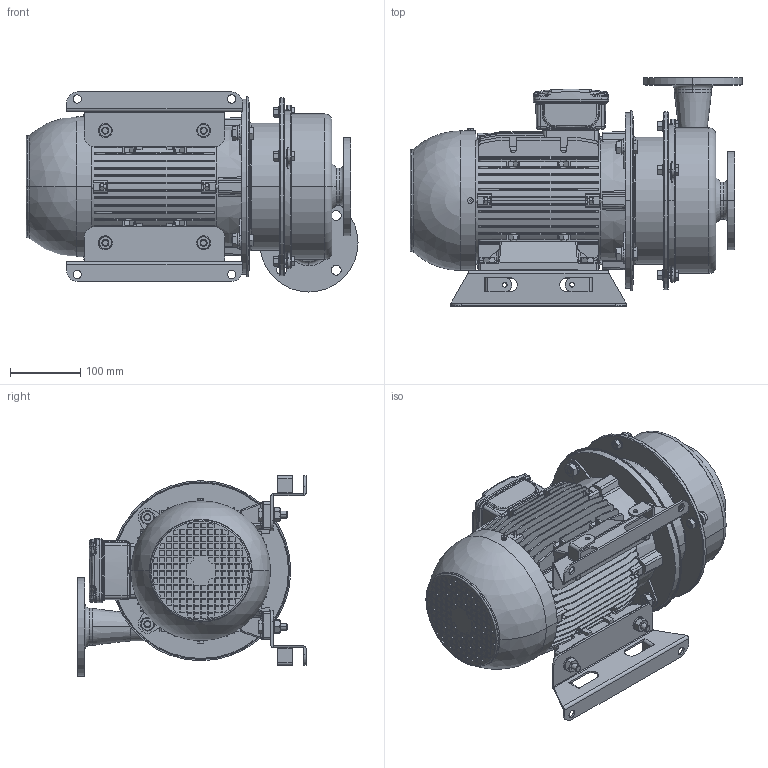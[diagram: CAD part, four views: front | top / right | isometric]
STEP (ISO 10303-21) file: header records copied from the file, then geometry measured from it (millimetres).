
FILE_DESCRIPTION (( 'STEP AP203' ), '1' );
FILE_NAME ('Ýëåêòðîíàñîñíûé àãðåãàò ÕÌ 25_30Ê5_5,5_2.STEP', '2016-07-12T19:42:08', ( '' ), ( '' ), 'SwSTEP 2.0', 'SolidWorks 2015', '' );
FILE_SCHEMA (( 'CONFIG_CONTROL_DESIGN' ));
Length unit declared in the file: millimetre
Products named in the file (17): 冓憵 25_30; Áîëò Ì8; Áîëò Ì10 (äë); 婜縺蹞 25_30; 婑鳧氀 Dy50; Ôëàíåö ôîíàðÿ 25_30; Ýëåêòðîíàñîñíûé àãðåãàò ÕÌ 25_30Ê5_5,5_2; 扻錪犩 25_30; Áîëò Ì10; Êàñòðþëÿ (2) 25_30; ﾘ琺矜; Îòâîä 25_30; Ãàéêà; Êàñòðþëÿ (1) 25_30; ﾘ琺矜 ﾌ8; 楋樏襝鍱睯蜬蠈錪 100L; Ãàéêà Ì8
Assembly tree (47 placements, depth 2):
  Ýëåêòðîíàñîñíûé àãðåãàò ÕÌ 25_30Ê5_5,5_2
    Áîëò Ì10  x4
    ﾘ琺矜  x8
    Ãàéêà  x8
    ﾘ琺矜 ﾌ8  x4
    Ãàéêà Ì8  x4
    Áîëò Ì8  x4
    婜縺蹞 25_30
    Ôëàíåö ôîíàðÿ 25_30
    扻錪犩 25_30
    Êàñòðþëÿ (2) 25_30
    Îòâîä 25_30
    Êàñòðþëÿ (1) 25_30
    楋樏襝鍱睯蜬蠈錪 100L
    冓憵 25_30  x2
    Áîëò Ì10 (äë)  x4
    婑鳧氀 Dy50  x2
Bounding box: 473.05 x 325 x 285 mm (x, y, z)
Volume: 10014070.8 mm3; surface area: 1266807 mm2
Topology: 48 solids, 48 shells, 3663 faces, 9242 edges, 5885 vertices
Faces by surface type: plane 2182, cylinder 724, cone 480, torus 148, bspline 113, sphere 16
Entity records: 101241 total; most frequent: CARTESIAN_POINT 24651, ORIENTED_EDGE 15812, DIRECTION 14699, EDGE_CURVE 7906, LINE 5367, VECTOR 5367, VERTEX_POINT 5093, AXIS2_PLACEMENT_3D 4666
